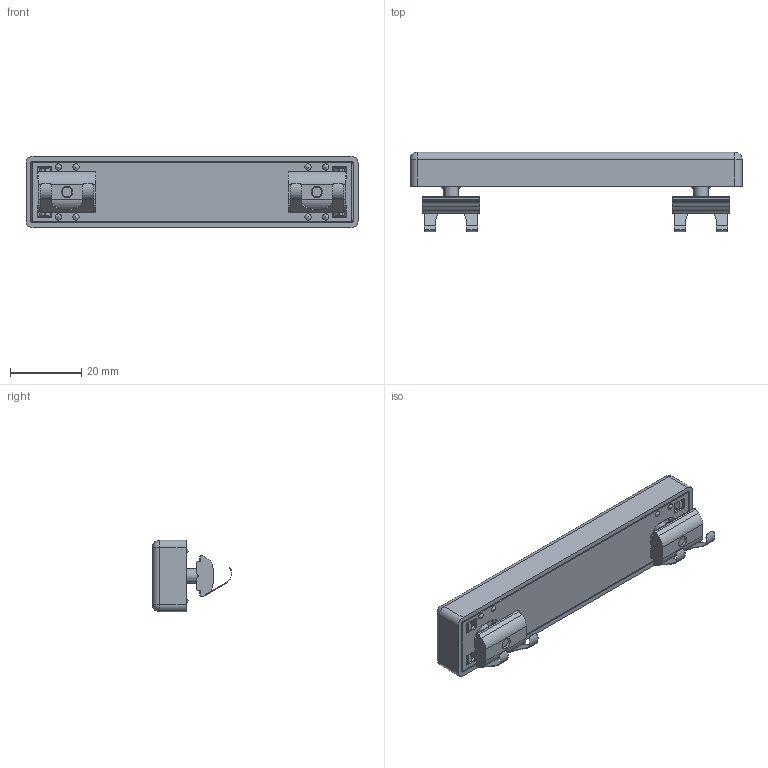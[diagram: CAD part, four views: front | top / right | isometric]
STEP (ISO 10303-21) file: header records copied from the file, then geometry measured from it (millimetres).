
FILE_DESCRIPTION(/* description */ ('KriTec Türschnaepper Zn'),/* implementation_level */ '2;1');
FILE_NAME(/* name */ '13313.stp',/* time_stamp */ '2019-05-20T13:03:11+02:00',/* author */ ('jendrek'),/* organization */ (''),/* preprocessor_version */ 'ST-DEVELOPER v17',/* originating_system */ 'Autodesk Inventor 2018',/* authorisation */ '');
FILE_SCHEMA (('AUTOMOTIVE_DESIGN { 1 0 10303 214 3 1 1 }'));
Length unit declared in the file: millimetre
Products named in the file (7): 14093; 14093_Tuerschneapper; 14093_Abdeckplatte; 14093_Raste; 14093_Raste 2; 13074; 17012_KriTec_Senkkopfschraube_Mx16_ISO_10642_DIN_7991
Assembly tree (8 placements, depth 2):
  14093
    14093_Tuerschneapper
    14093_Abdeckplatte
    14093_Raste
    14093_Raste 2
    13074  x2
    17012_KriTec_Senkkopfschraube_Mx16_ISO_10642_DIN_7991  x2
Bounding box: 93 x 22.2 x 20 mm (x, y, z)
Volume: 15189.9 mm3; surface area: 16523.3 mm2
Topology: 8 solids, 8 shells, 1069 faces, 2643 edges, 1530 vertices
Faces by surface type: cylinder 434, plane 344, bspline 99, torus 83, sphere 71, cone 38
Full cylindrical faces by diameter (mm): 3.242 x2, 4 x2, 4.2 x2, 4.5 x2, 7.5 x2
Entity records: 31281 total; most frequent: CARTESIAN_POINT 7932, DIRECTION 4901, ORIENTED_EDGE 4564, EDGE_CURVE 2282, AXIS2_PLACEMENT_3D 1845, VERTEX_POINT 1343, LINE 1211, VECTOR 1211
